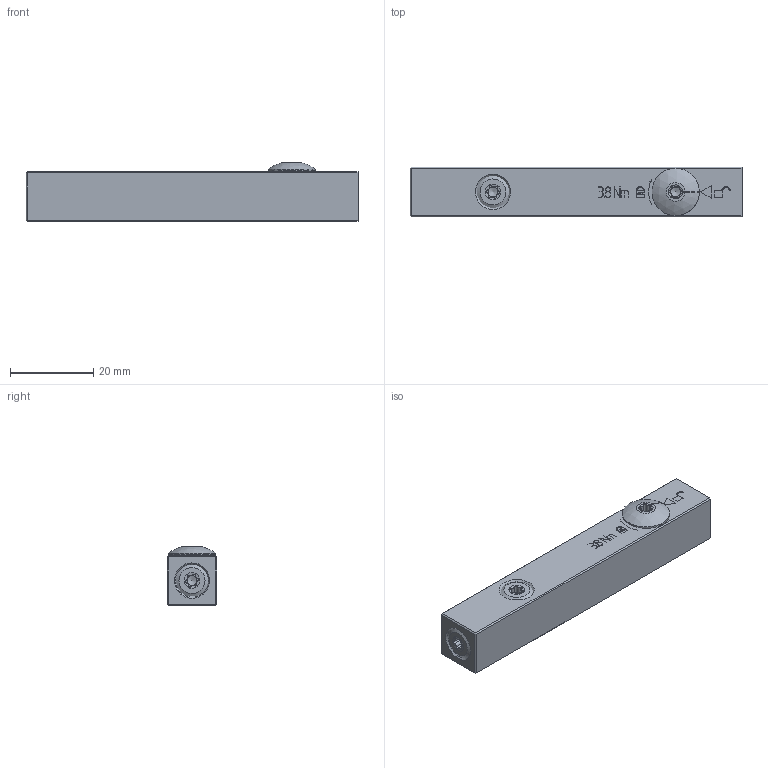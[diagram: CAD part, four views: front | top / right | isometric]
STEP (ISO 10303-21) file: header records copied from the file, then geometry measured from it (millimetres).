
FILE_DESCRIPTION (( 'STEP AP214' ), '1' );
FILE_NAME ('V12.LW3.K01.080.STEP', '2025-08-06T11:03:32', ( '' ), ( '' ), 'SwSTEP 2.0', 'SolidWorks 2022', '' );
FILE_SCHEMA (( 'AUTOMOTIVE_DESIGN' ));
Length unit declared in the file: millimetre
Products named in the file (6): LWX-ER1.008.004_A; V12.LW3.K01.080; LW3-ER1.012.014; V12-LW3.K01.080_D; LW3-ER1.012.014_E_Standard<Wie bearbeitet>; DIN 3771 - 7x1
Assembly tree (7 placements, depth 3):
  V12.LW3.K01.080
    V12-LW3.K01.080_D
    LW3-ER1.012.014
      LW3-ER1.012.014_E_Standard<Wie bearbeitet>
      DIN 3771 - 7x1  x2
    LWX-ER1.008.004_A  x2
Bounding box: 80 x 12 x 14.2 mm (x, y, z)
Volume: 9408.3 mm3; surface area: 6826.1 mm2
Topology: 6 solids, 6 shells, 200 faces, 599 edges, 431 vertices
Faces by surface type: plane 95, cylinder 71, cone 19, torus 6, bspline 5, sphere 4
Full cylindrical faces by diameter (mm): 1 x1, 2.4 x3, 5 x1, 7 x3, 7.7 x2, 8 x2, 9.213 x1, 9.5 x5, 11.4 x1
Entity records: 7693 total; most frequent: CARTESIAN_POINT 2723, ORIENTED_EDGE 968, DIRECTION 873, EDGE_CURVE 484, VERTEX_POINT 376, AXIS2_PLACEMENT_3D 333, EDGE_LOOP 238, LINE 207
